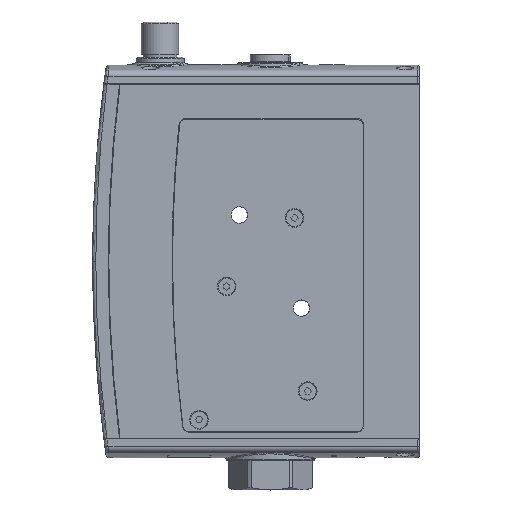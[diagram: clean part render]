
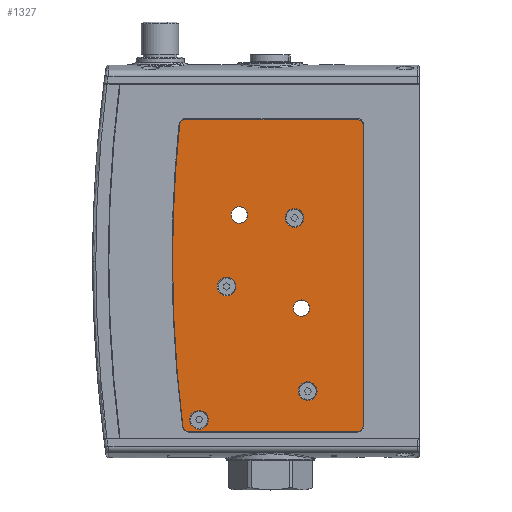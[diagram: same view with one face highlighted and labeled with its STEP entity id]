
A CAD part, top view. The second image highlights one B-rep face of the part: STEP entity #1327.
In plain terms, the highlighted planar face has unit normal (0, 0, 1).
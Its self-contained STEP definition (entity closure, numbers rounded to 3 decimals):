
#1327=ADVANCED_FACE('NONE',(#3670,#3671,#3672,#3673,#3674,#3675,#3676),#3677,.T.);
#3670=FACE_OUTER_BOUND('',#8504,.T.);
#3671=FACE_BOUND('',#8505,.T.);
#3672=FACE_BOUND('',#8506,.T.);
#3673=FACE_BOUND('',#8507,.T.);
#3674=FACE_BOUND('',#8508,.T.);
#3675=FACE_BOUND('',#8509,.T.);
#3676=FACE_BOUND('',#8510,.T.);
#3677=PLANE('',#8511);
#8504=EDGE_LOOP('',(#22939,#22940,#22941,#22942,#22943,#22944,#22945,#22946,#22947));
#8505=EDGE_LOOP('',(#22948,#22949));
#8506=EDGE_LOOP('',(#22950,#22951));
#8507=EDGE_LOOP('',(#22952,#22953));
#8508=EDGE_LOOP('',(#22954,#22955));
#8509=EDGE_LOOP('',(#22956,#22957));
#8510=EDGE_LOOP('',(#22958,#22959));
#8511=AXIS2_PLACEMENT_3D('',#22960,#22961,#22962);
#22939=ORIENTED_EDGE('',*,*,#32718,.F.);
#22940=ORIENTED_EDGE('',*,*,#32733,.T.);
#22941=ORIENTED_EDGE('',*,*,#32712,.F.);
#22942=ORIENTED_EDGE('',*,*,#32734,.T.);
#22943=ORIENTED_EDGE('',*,*,#32710,.F.);
#22944=ORIENTED_EDGE('',*,*,#32735,.T.);
#22945=ORIENTED_EDGE('',*,*,#32669,.F.);
#22946=ORIENTED_EDGE('',*,*,#32722,.F.);
#22947=ORIENTED_EDGE('',*,*,#32736,.T.);
#22948=ORIENTED_EDGE('',*,*,#32737,.F.);
#22949=ORIENTED_EDGE('',*,*,#32674,.F.);
#22950=ORIENTED_EDGE('',*,*,#32738,.F.);
#22951=ORIENTED_EDGE('',*,*,#32678,.F.);
#22952=ORIENTED_EDGE('',*,*,#32739,.F.);
#22953=ORIENTED_EDGE('',*,*,#32682,.F.);
#22954=ORIENTED_EDGE('',*,*,#32740,.F.);
#22955=ORIENTED_EDGE('',*,*,#32689,.F.);
#22956=ORIENTED_EDGE('',*,*,#32741,.F.);
#22957=ORIENTED_EDGE('',*,*,#32696,.F.);
#22958=ORIENTED_EDGE('',*,*,#32742,.F.);
#22959=ORIENTED_EDGE('',*,*,#32703,.F.);
#22960=CARTESIAN_POINT('',(351.368,-56.499,16.0));
#22961=DIRECTION('',(-0.0,0.0,1.0));
#22962=DIRECTION('',(1.0,-0.0,0.0));
#32669=EDGE_CURVE('NONE',#38024,#38027,#38028,.T.);
#32674=EDGE_CURVE('NONE',#38035,#38037,#38038,.T.);
#32678=EDGE_CURVE('NONE',#38043,#38045,#38046,.T.);
#32682=EDGE_CURVE('NONE',#38051,#38053,#38054,.T.);
#32689=EDGE_CURVE('NONE',#38064,#38066,#38067,.T.);
#32696=EDGE_CURVE('NONE',#38077,#38079,#38080,.T.);
#32703=EDGE_CURVE('NONE',#38090,#38092,#38093,.T.);
#32710=EDGE_CURVE('NONE',#38103,#38105,#38106,.T.);
#32712=EDGE_CURVE('NONE',#38108,#38109,#38110,.T.);
#32718=EDGE_CURVE('NONE',#38119,#38121,#38122,.T.);
#32722=EDGE_CURVE('NONE',#38126,#38024,#38128,.T.);
#32733=EDGE_CURVE('NONE',#38119,#38109,#38139,.T.);
#32734=EDGE_CURVE('NONE',#38108,#38105,#38140,.T.);
#32735=EDGE_CURVE('NONE',#38103,#38027,#38141,.T.);
#32736=EDGE_CURVE('NONE',#38126,#38121,#38142,.T.);
#32737=EDGE_CURVE('NONE',#38037,#38035,#38143,.T.);
#32738=EDGE_CURVE('NONE',#38045,#38043,#38144,.T.);
#32739=EDGE_CURVE('NONE',#38053,#38051,#38145,.T.);
#32740=EDGE_CURVE('NONE',#38066,#38064,#38146,.T.);
#32741=EDGE_CURVE('NONE',#38079,#38077,#38147,.T.);
#32742=EDGE_CURVE('NONE',#38092,#38090,#38148,.T.);
#38024=VERTEX_POINT('',#48992);
#38027=VERTEX_POINT('NONE',#48996);
#38028=CIRCLE('',#48997,431.0);
#38035=VERTEX_POINT('NONE',#49005);
#38037=VERTEX_POINT('NONE',#49008);
#38038=CIRCLE('',#49009,2.65);
#38043=VERTEX_POINT('NONE',#49015);
#38045=VERTEX_POINT('NONE',#49018);
#38046=CIRCLE('',#49019,2.65);
#38051=VERTEX_POINT('NONE',#49025);
#38053=VERTEX_POINT('NONE',#49028);
#38054=CIRCLE('',#49029,3.0);
#38064=VERTEX_POINT('NONE',#49042);
#38066=VERTEX_POINT('NONE',#49045);
#38067=CIRCLE('',#49046,3.0);
#38077=VERTEX_POINT('NONE',#49059);
#38079=VERTEX_POINT('NONE',#49062);
#38080=CIRCLE('',#49063,3.0);
#38090=VERTEX_POINT('NONE',#49076);
#38092=VERTEX_POINT('NONE',#49079);
#38093=CIRCLE('',#49080,3.0);
#38103=VERTEX_POINT('NONE',#49094);
#38105=VERTEX_POINT('NONE',#49097);
#38106=LINE('',#49098,#49099);
#38108=VERTEX_POINT('NONE',#49102);
#38109=VERTEX_POINT('NONE',#49103);
#38110=LINE('',#49104,#49105);
#38119=VERTEX_POINT('NONE',#49118);
#38121=VERTEX_POINT('NONE',#49121);
#38122=LINE('',#49122,#49123);
#38126=VERTEX_POINT('NONE',#49128);
#38128=CIRCLE('',#49131,431.0);
#38139=CIRCLE('',#49142,2.2);
#38140=CIRCLE('',#49143,2.2);
#38141=CIRCLE('',#49144,2.2);
#38142=CIRCLE('',#49145,2.2);
#38143=CIRCLE('',#49146,2.65);
#38144=CIRCLE('',#49147,2.65);
#38145=CIRCLE('',#49148,3.0);
#38146=CIRCLE('',#49149,3.0);
#38147=CIRCLE('',#49150,3.0);
#38148=CIRCLE('',#49151,3.0);
#48992=CARTESIAN_POINT('',(-79.632,-56.499,16.0));
#48996=CARTESIAN_POINT('',(-77.454,-13.229,16.0));
#48997=AXIS2_PLACEMENT_3D('',#68681,#68682,#68683);
#49005=CARTESIAN_POINT('',(-40.6,-72.1,16.0));
#49008=CARTESIAN_POINT('',(-35.3,-72.1,16.0));
#49009=AXIS2_PLACEMENT_3D('',#68692,#68693,#68694);
#49015=CARTESIAN_POINT('',(-60.6,-42.1,16.0));
#49018=CARTESIAN_POINT('',(-55.3,-42.1,16.0));
#49019=AXIS2_PLACEMENT_3D('',#68700,#68701,#68702);
#49025=CARTESIAN_POINT('',(-65.05,-65.1,16.0));
#49028=CARTESIAN_POINT('',(-59.05,-65.1,16.0));
#49029=AXIS2_PLACEMENT_3D('',#68708,#68709,#68710);
#49042=CARTESIAN_POINT('',(-43.2,-43.,16.0));
#49045=CARTESIAN_POINT('',(-37.2,-43.,16.0));
#49046=AXIS2_PLACEMENT_3D('',#68721,#68722,#68723);
#49059=CARTESIAN_POINT('',(-38.95,-98.8,16.0));
#49062=CARTESIAN_POINT('',(-32.95,-98.8,16.0));
#49063=AXIS2_PLACEMENT_3D('',#68734,#68735,#68736);
#49076=CARTESIAN_POINT('',(-73.95,-108.05,16.0));
#49079=CARTESIAN_POINT('',(-67.95,-108.05,16.0));
#49080=AXIS2_PLACEMENT_3D('',#68747,#68748,#68749);
#49094=CARTESIAN_POINT('',(-75.265,-11.25,16.0));
#49097=CARTESIAN_POINT('',(-20.25,-11.25,16.0));
#49098=CARTESIAN_POINT('',(-18.05,-11.25,16.0));
#49099=VECTOR('',#68758,1000.0);
#49102=CARTESIAN_POINT('',(-18.05,-13.45,16.0));
#49103=CARTESIAN_POINT('',(-18.05,-109.75,16.0));
#49104=CARTESIAN_POINT('',(-18.05,-11.25,16.0));
#49105=VECTOR('',#68760,1000.0);
#49118=CARTESIAN_POINT('',(-20.25,-111.95,16.0));
#49121=CARTESIAN_POINT('',(-74.113,-111.95,16.0));
#49122=CARTESIAN_POINT('',(-18.05,-111.95,16.0));
#49123=VECTOR('',#68766,1000.0);
#49128=CARTESIAN_POINT('',(-76.296,-110.023,16.0));
#49131=AXIS2_PLACEMENT_3D('',#68772,#68773,#68774);
#49142=AXIS2_PLACEMENT_3D('',#68805,#68806,#68807);
#49143=AXIS2_PLACEMENT_3D('',#68808,#68809,#68810);
#49144=AXIS2_PLACEMENT_3D('',#68811,#68812,#68813);
#49145=AXIS2_PLACEMENT_3D('',#68814,#68815,#68816);
#49146=AXIS2_PLACEMENT_3D('',#68817,#68818,#68819);
#49147=AXIS2_PLACEMENT_3D('',#68820,#68821,#68822);
#49148=AXIS2_PLACEMENT_3D('',#68823,#68824,#68825);
#49149=AXIS2_PLACEMENT_3D('',#68826,#68827,#68828);
#49150=AXIS2_PLACEMENT_3D('',#68829,#68830,#68831);
#49151=AXIS2_PLACEMENT_3D('',#68832,#68833,#68834);
#68681=CARTESIAN_POINT('',(351.368,-56.499,16.0));
#68682=DIRECTION('',(0.0,0.0,-1.0));
#68683=DIRECTION('',(1.0,0.,0.0));
#68692=CARTESIAN_POINT('',(-37.95,-72.1,16.0));
#68693=DIRECTION('',(-0.0,0.0,1.0));
#68694=DIRECTION('',(1.0,0.0,0.0));
#68700=CARTESIAN_POINT('',(-57.95,-42.1,16.0));
#68701=DIRECTION('',(-0.0,0.0,1.0));
#68702=DIRECTION('',(1.0,0.0,0.0));
#68708=CARTESIAN_POINT('',(-62.05,-65.1,16.0));
#68709=DIRECTION('',(0.0,0.0,1.0));
#68710=DIRECTION('',(1.0,0.0,0.0));
#68721=CARTESIAN_POINT('',(-40.2,-43.,16.0));
#68722=DIRECTION('',(0.0,0.0,1.0));
#68723=DIRECTION('',(1.0,0.0,0.0));
#68734=CARTESIAN_POINT('',(-35.95,-98.8,16.0));
#68735=DIRECTION('',(0.0,0.0,1.0));
#68736=DIRECTION('',(1.0,0.0,0.0));
#68747=CARTESIAN_POINT('',(-70.95,-108.05,16.0));
#68748=DIRECTION('',(0.0,0.0,1.0));
#68749=DIRECTION('',(1.0,0.0,0.0));
#68758=DIRECTION('',(1.0,0.,0.0));
#68760=DIRECTION('',(0.,-1.0,0.0));
#68766=DIRECTION('',(-1.0,0.,0.0));
#68772=CARTESIAN_POINT('',(351.368,-56.499,16.0));
#68773=DIRECTION('',(0.0,0.0,-1.0));
#68774=DIRECTION('',(1.0,0.,0.0));
#68805=CARTESIAN_POINT('',(-20.25,-109.75,16.0));
#68806=DIRECTION('',(0.0,0.0,1.0));
#68807=DIRECTION('',(1.0,0.0,0.0));
#68808=CARTESIAN_POINT('',(-20.25,-13.45,16.0));
#68809=DIRECTION('',(0.0,0.0,1.0));
#68810=DIRECTION('',(1.0,0.0,0.0));
#68811=CARTESIAN_POINT('',(-75.265,-13.45,16.0));
#68812=DIRECTION('',(0.0,0.0,1.0));
#68813=DIRECTION('',(1.0,0.0,0.0));
#68814=CARTESIAN_POINT('',(-74.113,-109.75,16.0));
#68815=DIRECTION('',(0.0,0.0,1.0));
#68816=DIRECTION('',(1.0,0.0,0.0));
#68817=CARTESIAN_POINT('',(-37.95,-72.1,16.0));
#68818=DIRECTION('',(-0.0,0.0,1.0));
#68819=DIRECTION('',(1.0,0.0,0.0));
#68820=CARTESIAN_POINT('',(-57.95,-42.1,16.0));
#68821=DIRECTION('',(-0.0,0.0,1.0));
#68822=DIRECTION('',(1.0,0.0,0.0));
#68823=CARTESIAN_POINT('',(-62.05,-65.1,16.0));
#68824=DIRECTION('',(0.0,0.0,1.0));
#68825=DIRECTION('',(1.0,0.0,0.0));
#68826=CARTESIAN_POINT('',(-40.2,-43.,16.0));
#68827=DIRECTION('',(0.0,0.0,1.0));
#68828=DIRECTION('',(1.0,0.0,0.0));
#68829=CARTESIAN_POINT('',(-35.95,-98.8,16.0));
#68830=DIRECTION('',(0.0,0.0,1.0));
#68831=DIRECTION('',(1.0,0.0,0.0));
#68832=CARTESIAN_POINT('',(-70.95,-108.05,16.0));
#68833=DIRECTION('',(0.0,0.0,1.0));
#68834=DIRECTION('',(1.0,0.0,0.0));
